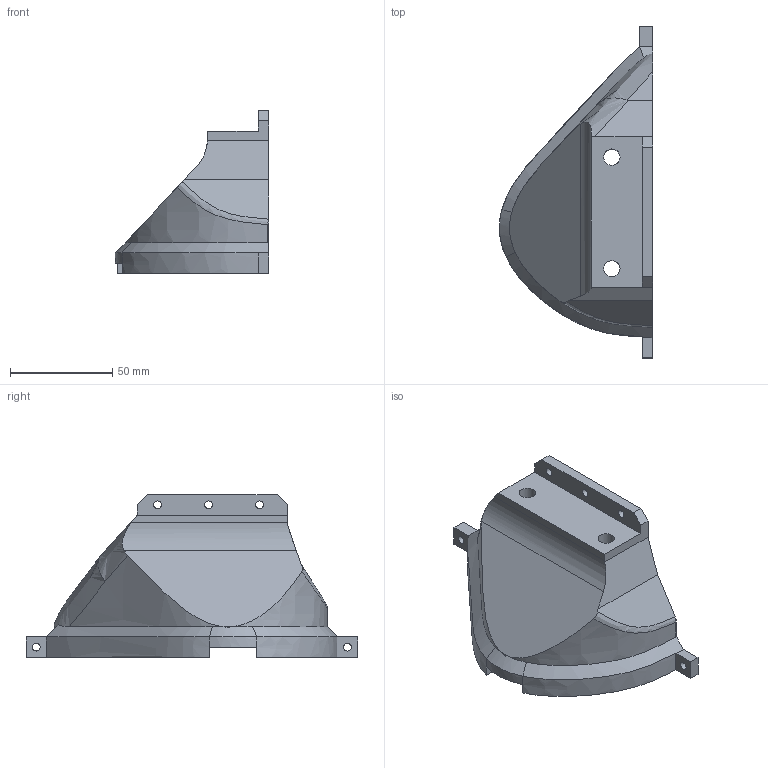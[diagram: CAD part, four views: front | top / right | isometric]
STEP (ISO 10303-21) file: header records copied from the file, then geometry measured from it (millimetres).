
FILE_DESCRIPTION( ( '' ), ' ' );
FILE_NAME( '5ea6054deb02100f8c52b38b.step', '2020-04-26T22:03:58', ( '' ), ( '' ), ' ', ' ', ' ' );
FILE_SCHEMA( ( 'AUTOMOTIVE_DESIGN { 1 0 10303 214 1 1 1 1 }' ) );
Length unit declared in the file: metre
Products named in the file (1): Mould part 3
Bounding box: 75.04 x 162.55 x 79.68 mm (x, y, z)
Volume: 129705 mm3; surface area: 35392.4 mm2
Topology: 1 solids, 1 shells, 86 faces, 239 edges, 155 vertices
Faces by surface type: plane 50, bspline 14, extrusion 11, cylinder 11
Full cylindrical faces by diameter (mm): 3.8 x5, 8 x2
Entity records: 8354 total; most frequent: CARTESIAN_POINT 5669, ORIENTED_EDGE 460, DIRECTION 297, EDGE_CURVE 230, VERTEX_POINT 153, VECTOR 131, LINE 120, EDGE_LOOP 107
